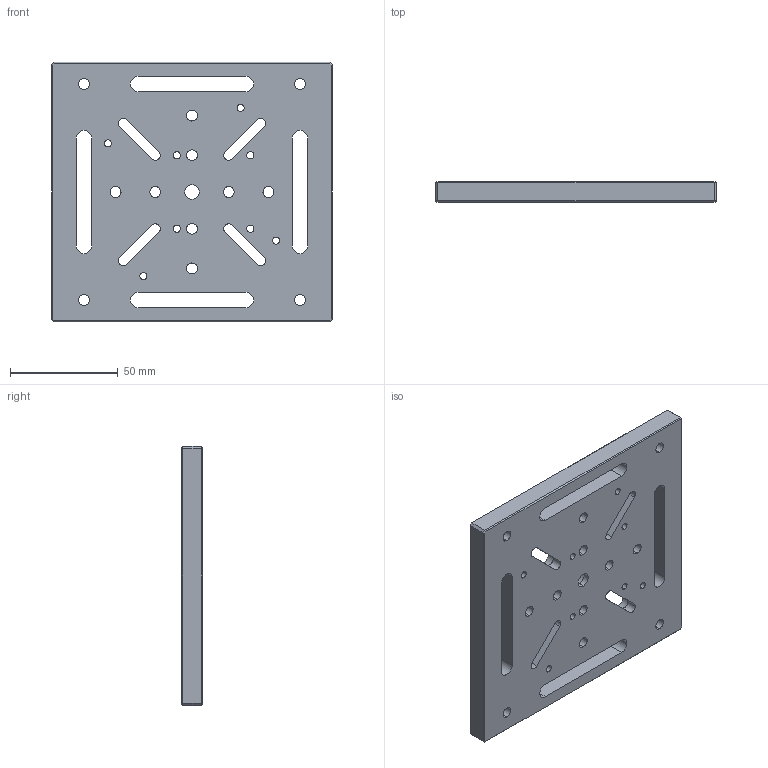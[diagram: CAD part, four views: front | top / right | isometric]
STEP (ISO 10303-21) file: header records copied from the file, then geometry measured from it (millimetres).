
FILE_DESCRIPTION (( 'STEP AP203' ), '1' );
FILE_NAME ('BP-1.step', '2019-05-09T08:55:16', ( '' ), ( '' ), 'SwSTEP 2.0', 'SolidWorks 2016', '' );
FILE_SCHEMA (( 'CONFIG_CONTROL_DESIGN' ));
Length unit declared in the file: millimetre
Products named in the file (1): BP-1
Bounding box: 130 x 9.5 x 120 mm (x, y, z)
Volume: 123829.1 mm3; surface area: 40772 mm2
Topology: 1 solids, 1 shells, 133 faces, 362 edges, 236 vertices
Faces by surface type: cylinder 78, plane 55
Entity records: 4437 total; most frequent: DIRECTION 786, CARTESIAN_POINT 732, ORIENTED_EDGE 724, EDGE_CURVE 362, AXIS2_PLACEMENT_3D 290, VERTEX_POINT 236, LINE 206, VECTOR 206
